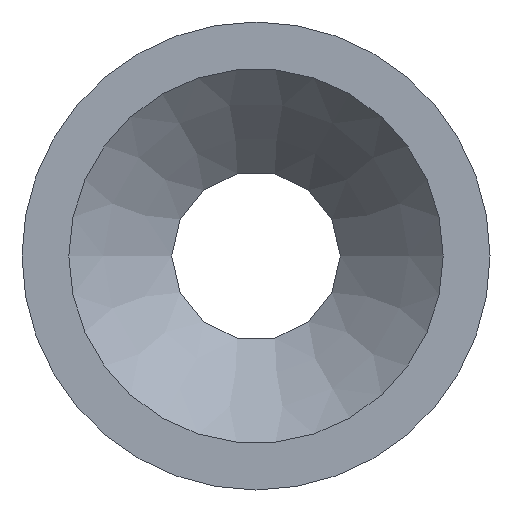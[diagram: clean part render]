
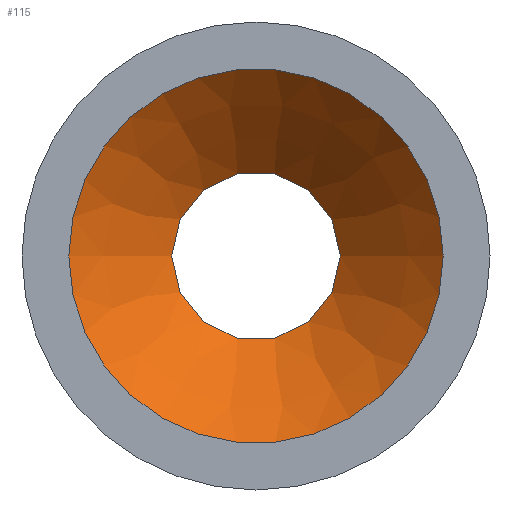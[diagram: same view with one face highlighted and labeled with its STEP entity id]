
A CAD part, front view. The second image highlights one B-rep face of the part: STEP entity #115.
In plain terms, the highlighted conical face has half-angle 45 degrees and reference radius 2.9 mm.
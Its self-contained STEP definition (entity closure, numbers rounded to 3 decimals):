
#21=CONICAL_SURFACE('',#150,2.9,0.785);
#25=FACE_OUTER_BOUND('',#33,.T.);
#33=EDGE_LOOP('',(#93,#94,#95,#96));
#43=LINE('',#218,#48);
#48=VECTOR('',#181,2.9);
#53=CIRCLE('',#149,1.8);
#54=CIRCLE('',#151,4.);
#62=VERTEX_POINT('',#213);
#63=VERTEX_POINT('',#217);
#73=EDGE_CURVE('',#62,#62,#53,.T.);
#74=EDGE_CURVE('',#62,#63,#43,.T.);
#75=EDGE_CURVE('',#63,#63,#54,.T.);
#93=ORIENTED_EDGE('',*,*,#73,.T.);
#94=ORIENTED_EDGE('',*,*,#74,.T.);
#95=ORIENTED_EDGE('',*,*,#75,.F.);
#96=ORIENTED_EDGE('',*,*,#74,.F.);
#115=ADVANCED_FACE('',(#25),#21,.F.);
#149=AXIS2_PLACEMENT_3D('',#215,#177,#178);
#150=AXIS2_PLACEMENT_3D('',#216,#179,#180);
#151=AXIS2_PLACEMENT_3D('',#219,#182,#183);
#177=DIRECTION('center_axis',(0.,1.,0.));
#178=DIRECTION('ref_axis',(1.,0.,0.));
#179=DIRECTION('center_axis',(0.,-1.,0.));
#180=DIRECTION('ref_axis',(1.,0.,0.));
#181=DIRECTION('',(-0.707,-0.707,0.));
#182=DIRECTION('center_axis',(0.,1.,0.));
#183=DIRECTION('ref_axis',(1.,0.,0.));
#213=CARTESIAN_POINT('',(-1.8,6.2,0.));
#215=CARTESIAN_POINT('Origin',(0.,6.2,0.));
#216=CARTESIAN_POINT('Origin',(0.,5.1,0.));
#217=CARTESIAN_POINT('',(-4.,4.,0.));
#218=CARTESIAN_POINT('',(-2.9,5.1,0.));
#219=CARTESIAN_POINT('Origin',(0.,4.,0.));
